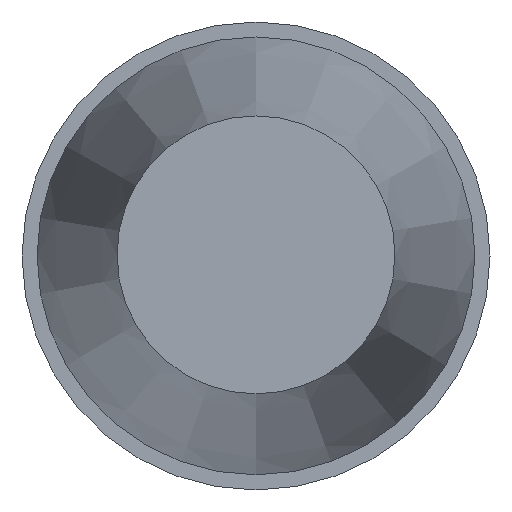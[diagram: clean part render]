
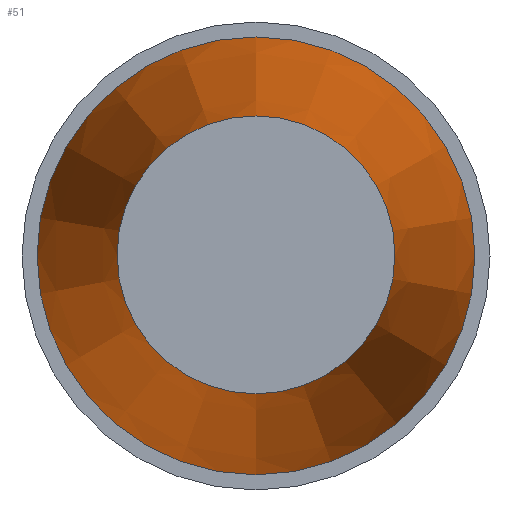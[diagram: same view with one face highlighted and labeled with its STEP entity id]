
A CAD part, top view. The second image highlights one B-rep face of the part: STEP entity #51.
In plain terms, the highlighted conical face has half-angle 8 degrees and reference radius 5.077 mm.
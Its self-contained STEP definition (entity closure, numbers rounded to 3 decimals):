
#34=CONICAL_SURFACE('',#146,5.077,8.);
#36=FACE_BOUND('',#67,.T.);
#37=FACE_BOUND('',#68,.T.);
#51=ADVANCED_FACE('',(#36,#37),#34,.T.);
#67=EDGE_LOOP('',(#83));
#68=EDGE_LOOP('',(#84));
#83=ORIENTED_EDGE('',*,*,#107,.T.);
#84=ORIENTED_EDGE('',*,*,#106,.T.);
#98=VERTEX_POINT('',#207);
#99=VERTEX_POINT('',#210);
#106=EDGE_CURVE('',#98,#98,#114,.T.);
#107=EDGE_CURVE('',#99,#99,#115,.T.);
#114=CIRCLE('',#143,5.077);
#115=CIRCLE('',#145,8.);
#143=AXIS2_PLACEMENT_3D('',#206,#168,#169);
#145=AXIS2_PLACEMENT_3D('',#209,#172,#173);
#146=AXIS2_PLACEMENT_3D('',#211,#174,#175);
#168=DIRECTION('',(0.,0.,-1.));
#169=DIRECTION('',(0.,1.,0.));
#172=DIRECTION('',(0.,0.,1.));
#173=DIRECTION('',(0.,-1.,0.));
#174=DIRECTION('',(0.,0.,-1.));
#175=DIRECTION('',(0.,1.,0.));
#206=CARTESIAN_POINT('',(0.,0.,20.8));
#207=CARTESIAN_POINT('',(0.,5.077,20.8));
#209=CARTESIAN_POINT('',(0.,0.,0.));
#210=CARTESIAN_POINT('',(0.,-8.,0.));
#211=CARTESIAN_POINT('',(0.,0.,20.8));
